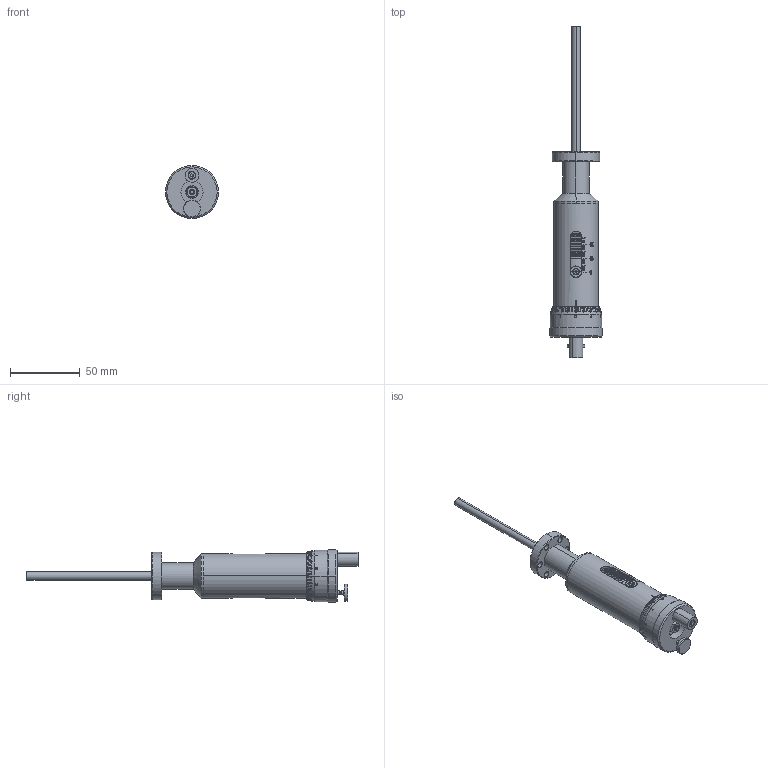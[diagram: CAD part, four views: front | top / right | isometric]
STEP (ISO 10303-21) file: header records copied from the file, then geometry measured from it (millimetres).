
FILE_DESCRIPTION (( 'STEP AP214' ), '1' );
FILE_NAME ('612-CLD25-C16_00.STEP', '2024-11-19T08:09:03', ( '' ), ( '' ), 'SwSTEP 2.0', 'SolidWorks 2022', '' );
FILE_SCHEMA (( 'AUTOMOTIVE_DESIGN' ));
Length unit declared in the file: millimetre
Products named in the file (26): 9612-CLD-09C-X_Version 25 CF16; 9453-EWB-14-26-X_9453-EWB-14-26-25; 9612-CLD-KK-17; 906-XFM-06-8_906-XFM-06-10; 9612-CLD-17; 612-CLD25-C16_00; 9612-CLD-KK-16A-X_9612-CLD-KK-18A-25; 9612-CLD-20B_DN16 CF; 9612-CLD-KK-13D-X_9612-CLD-KK-13D-25; Hexagon Nut ISO 4032 - M4 - D - C_Hexagon Nut ISO 4032 - M4 - D - C; 9612-CLD-8B; Washer DIN 125 - A 4.3_Washer DIN 125 - A 4.3; 9453-EWB-14-26_25-expand.; ISO 2009 - M2.5 x 5 --- 5N_ISO 2009 - M2.5 x 5 --- 5N; 9612-CLD-KK-11; Lock washer DIN 6799 - 5_Lock washer DIN 6799 - 5; DIN 653 -- M3 x 16 --- 12.5NN_DIN 653 -- M3 x 16 --- 12.5NN; 9612-CLD-21-X_9612-CLD-21-25; Spring washer DIN 128 - A4_Spring washer DIN 128 - A4; Washer DIN 125 - A 6.4_Washer DIN 125 - A 6.4; 9612-CLD-KK-19; DIN 912 M3 x 18 --- 18N_DIN 912 M3 x 18 --- 18N; DIN 912 M2.5 x 8 --- 8N_DIN 912 M2.5 x 8 --- 8N; 9612-CLD-KK-14A_Scala; 614-CLD-H; 9612-CLD-KK-10A-X_9612-CLD-KK-10A-25
Assembly tree (82 placements, depth 4):
  612-CLD25-C16_00
    9612-CLD-21-X_9612-CLD-21-25
      9612-CLD-20B_DN16 CF
      9453-EWB-14-26-X_9453-EWB-14-26-25
        9453-EWB-14-26_25-expand.  x54
      9612-CLD-8B
    9612-CLD-09C-X_Version 25 CF16
    9612-CLD-KK-16A-X_9612-CLD-KK-18A-25
    906-XFM-06-8_906-XFM-06-10  x2
    9612-CLD-KK-13D-X_9612-CLD-KK-13D-25
    9612-CLD-KK-10A-X_9612-CLD-KK-10A-25
    9612-CLD-KK-14A_Scala
    9612-CLD-17  x2
    9612-CLD-KK-11
    614-CLD-H
      9612-CLD-KK-17
      9612-CLD-KK-19
      DIN 912 M3 x 18 --- 18N_DIN 912 M3 x 18 --- 18N
    Washer DIN 125 - A 6.4_Washer DIN 125 - A 6.4
    Lock washer DIN 6799 - 5_Lock washer DIN 6799 - 5
    Washer DIN 125 - A 4.3_Washer DIN 125 - A 4.3
    Spring washer DIN 128 - A4_Spring washer DIN 128 - A4
    Hexagon Nut ISO 4032 - M4 - D - C_Hexagon Nut ISO 4032 - M4 - D - C
    ISO 2009 - M2.5 x 5 --- 5N_ISO 2009 - M2.5 x 5 --- 5N  x2
    DIN 912 M2.5 x 8 --- 8N_DIN 912 M2.5 x 8 --- 8N  x2
    DIN 653 -- M3 x 16 --- 12.5NN_DIN 653 -- M3 x 16 --- 12.5NN
Bounding box: 38 x 237.98 x 38 mm (x, y, z)
Volume: 73979.5 mm3; surface area: 91455.1 mm2
Topology: 79 solids, 79 shells, 1394 faces, 3565 edges, 2277 vertices
Faces by surface type: cylinder 519, cone 415, plane 344, bspline 76, torus 40
Entity records: 49083 total; most frequent: CARTESIAN_POINT 23281, ORIENTED_EDGE 5084, DIRECTION 4584, EDGE_CURVE 2542, AXIS2_PLACEMENT_3D 1848, VERTEX_POINT 1754, EDGE_LOOP 1024, CIRCLE 938
